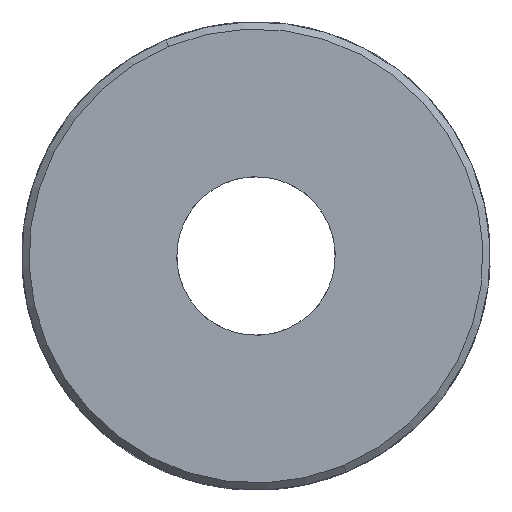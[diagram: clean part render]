
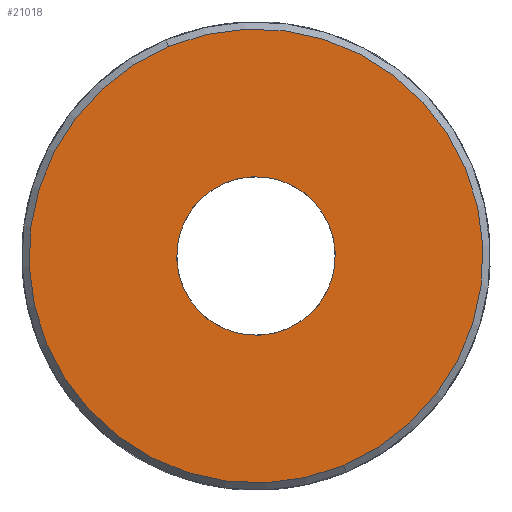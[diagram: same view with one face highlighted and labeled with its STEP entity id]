
A CAD part, left-side view. The second image highlights one B-rep face of the part: STEP entity #21018.
In plain terms, the highlighted face is planar.
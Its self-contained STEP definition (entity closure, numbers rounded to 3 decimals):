
#20424=CARTESIAN_POINT('',(0.,0.,0.));
#20425=DIRECTION('',(0.,0.,1.));
#20426=DIRECTION('',(-1.,0.,0.));
#20427=AXIS2_PLACEMENT_3D('',#20424,#20425,#20426);
#20429=CARTESIAN_POINT('',(0.,0.,0.));
#20430=DIRECTION('',(0.,0.,1.));
#20431=DIRECTION('',(1.,0.,0.));
#20432=AXIS2_PLACEMENT_3D('',#20429,#20430,#20431);
#20858=CARTESIAN_POINT('',(0.,0.,0.));
#20859=DIRECTION('',(0.,0.,1.));
#20860=DIRECTION('',(-1.,0.,0.));
#20861=AXIS2_PLACEMENT_3D('',#20858,#20859,#20860);
#20867=CARTESIAN_POINT('',(0.,0.,0.));
#20868=DIRECTION('',(0.,0.,1.));
#20869=DIRECTION('',(1.,0.,0.));
#20870=AXIS2_PLACEMENT_3D('',#20867,#20868,#20869);
#20881=CARTESIAN_POINT('',(31.5,0.,0.));
#20882=CARTESIAN_POINT('',(-31.5,0.,0.));
#20883=VERTEX_POINT('',#20881);
#20884=VERTEX_POINT('',#20882);
#20907=CARTESIAN_POINT('',(11.,0.,0.));
#20908=CARTESIAN_POINT('',(-11.,0.,0.));
#20909=VERTEX_POINT('',#20907);
#20910=VERTEX_POINT('',#20908);
#21002=CARTESIAN_POINT('',(0.,0.,0.));
#21003=DIRECTION('',(0.,0.,1.));
#21004=DIRECTION('',(1.,0.,0.));
#21005=AXIS2_PLACEMENT_3D('',#21002,#21003,#21004);
#21006=PLANE('',#21005);
#21008=ORIENTED_EDGE('',*,*,#21007,.T.);
#21009=ORIENTED_EDGE('',*,*,#20991,.T.);
#21010=EDGE_LOOP('',(#21008,#21009));
#21011=FACE_OUTER_BOUND('',#21010,.F.);
#21013=ORIENTED_EDGE('',*,*,#21012,.F.);
#21015=ORIENTED_EDGE('',*,*,#21014,.F.);
#21016=EDGE_LOOP('',(#21013,#21015));
#21017=FACE_BOUND('',#21016,.F.);
#21018=ADVANCED_FACE('',(#21011,#21017),#21006,.F.);
#20428=CIRCLE('',#20427,31.5);
#20433=CIRCLE('',#20432,31.5);
#20862=CIRCLE('',#20861,11.);
#20871=CIRCLE('',#20870,11.);
#20991=EDGE_CURVE('',#20883,#20884,#20433,.T.);
#21007=EDGE_CURVE('',#20884,#20883,#20428,.T.);
#21012=EDGE_CURVE('',#20909,#20910,#20871,.T.);
#21014=EDGE_CURVE('',#20910,#20909,#20862,.T.);
